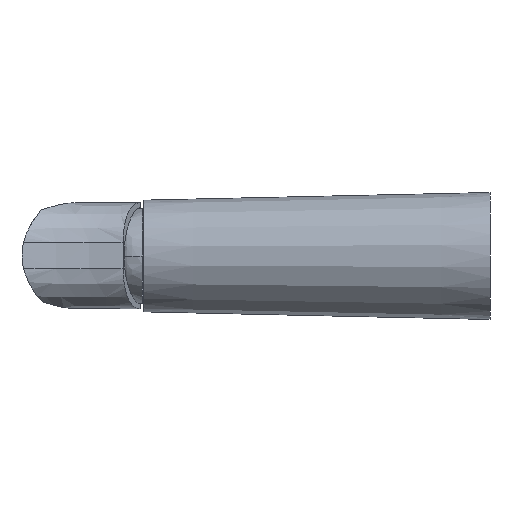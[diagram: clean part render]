
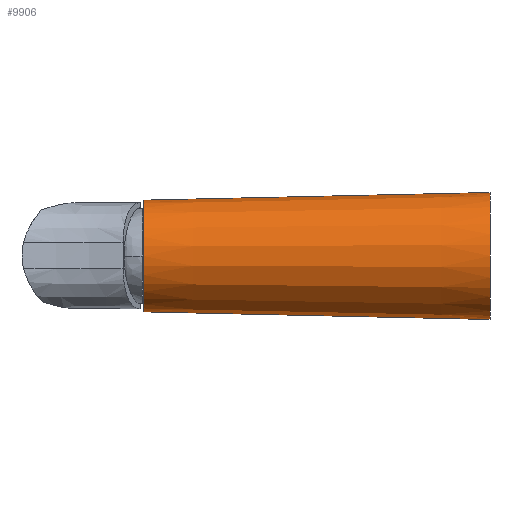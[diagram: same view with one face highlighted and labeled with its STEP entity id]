
A CAD part, left-side view. The second image highlights one B-rep face of the part: STEP entity #9906.
In plain terms, the highlighted conical face has half-angle 1.264 degrees and reference radius 21 mm.
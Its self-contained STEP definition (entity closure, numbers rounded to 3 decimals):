
#12 = EDGE_LOOP ( 'NONE', ( #15527, #10442, #15393, #16361 ) ) ;
#293 = VECTOR ( 'NONE', #12453, 1000. ) ;
#1118 = VERTEX_POINT ( 'NONE', #15613 ) ;
#1130 = DIRECTION ( 'NONE',  ( 0., -1., 0. ) ) ;
#1486 = CIRCLE ( 'NONE', #18861, 21.11 ) ;
#1503 = DIRECTION ( 'NONE',  ( 0., -1., -0.022 ) ) ;
#2837 = CIRCLE ( 'NONE', #16835, 24. ) ;
#2880 = CARTESIAN_POINT ( 'NONE',  ( -47.422, 74.623, 141.76 ) ) ;
#3055 = FACE_OUTER_BOUND ( 'NONE', #12, .T. ) ;
#5802 = LINE ( 'NONE', #15877, #293 ) ;
#6147 = VERTEX_POINT ( 'NONE', #2880 ) ;
#6843 = DIRECTION ( 'NONE',  ( 0., 0., 1. ) ) ;
#7061 = CONICAL_SURFACE ( 'NONE', #12170, 21., 0.022 ) ;
#7317 = EDGE_CURVE ( 'NONE', #16139, #6147, #1486, .T. ) ;
#7794 = VECTOR ( 'NONE', #1503, 1000. ) ;
#8610 = DIRECTION ( 'NONE',  ( 0., -1., 0. ) ) ;
#9906 = ADVANCED_FACE ( 'NONE', ( #3055 ), #7061, .T. ) ;
#10103 = DIRECTION ( 'NONE',  ( 0., 0., 1. ) ) ;
#10308 = CARTESIAN_POINT ( 'NONE',  ( -47.422, 74.623, 162.871 ) ) ;
#10442 = ORIENTED_EDGE ( 'NONE', *, *, #7317, .T. ) ;
#11126 = VERTEX_POINT ( 'NONE', #13129 ) ;
#11197 = EDGE_CURVE ( 'NONE', #16139, #1118, #5802, .T. ) ;
#11458 = CARTESIAN_POINT ( 'NONE',  ( -47.422, 79.623, 141.871 ) ) ;
#11524 = DIRECTION ( 'NONE',  ( 0., 1., 0. ) ) ;
#11541 = CARTESIAN_POINT ( 'NONE',  ( -47.422, 74.623, 183.981 ) ) ;
#11651 = CARTESIAN_POINT ( 'NONE',  ( -47.422, -56.377, 162.871 ) ) ;
#12170 = AXIS2_PLACEMENT_3D ( 'NONE', #19214, #1130, #17780 ) ;
#12453 = DIRECTION ( 'NONE',  ( 0., -1., 0.022 ) ) ;
#13129 = CARTESIAN_POINT ( 'NONE',  ( -47.422, -56.377, 138.871 ) ) ;
#13561 = EDGE_CURVE ( 'NONE', #6147, #11126, #16888, .T. ) ;
#15393 = ORIENTED_EDGE ( 'NONE', *, *, #13561, .T. ) ;
#15527 = ORIENTED_EDGE ( 'NONE', *, *, #11197, .F. ) ;
#15613 = CARTESIAN_POINT ( 'NONE',  ( -47.422, -56.377, 186.871 ) ) ;
#15877 = CARTESIAN_POINT ( 'NONE',  ( -47.422, 79.623, 183.871 ) ) ;
#16139 = VERTEX_POINT ( 'NONE', #11541 ) ;
#16361 = ORIENTED_EDGE ( 'NONE', *, *, #16717, .T. ) ;
#16717 = EDGE_CURVE ( 'NONE', #11126, #1118, #2837, .T. ) ;
#16835 = AXIS2_PLACEMENT_3D ( 'NONE', #11651, #11524, #6843 ) ;
#16888 = LINE ( 'NONE', #11458, #7794 ) ;
#17780 = DIRECTION ( 'NONE',  ( 0., 0., -1. ) ) ;
#18861 = AXIS2_PLACEMENT_3D ( 'NONE', #10308, #8610, #10103 ) ;
#19214 = CARTESIAN_POINT ( 'NONE',  ( -47.422, 79.623, 162.871 ) ) ;
